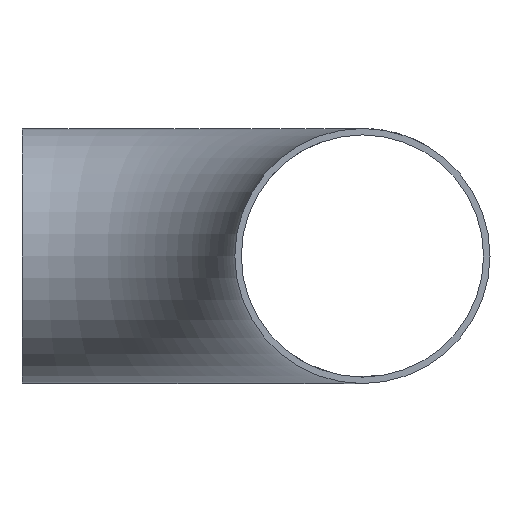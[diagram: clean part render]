
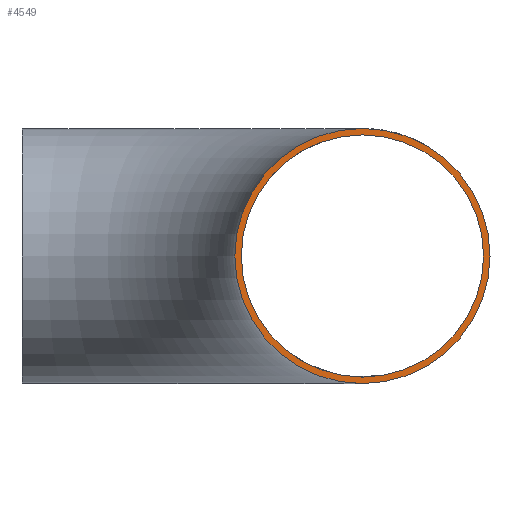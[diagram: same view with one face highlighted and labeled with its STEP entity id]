
A CAD part, left-side view. The second image highlights one B-rep face of the part: STEP entity #4549.
In plain terms, the highlighted planar face has unit normal (-1, 0, 0).
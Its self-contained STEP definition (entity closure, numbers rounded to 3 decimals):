
#29 = DIRECTION ( 'NONE',  ( 0., 0., -1. ) ) ;
#283 = ORIENTED_EDGE ( 'NONE', *, *, #11719, .T. ) ;
#586 = DIRECTION ( 'NONE',  ( 0., 0., -1. ) ) ;
#801 = AXIS2_PLACEMENT_3D ( 'NONE', #9828, #8604, #29 ) ;
#1997 = EDGE_CURVE ( 'NONE', #12940, #3347, #7364, .T. ) ;
#2196 = PLANE ( 'NONE',  #10093 ) ;
#2311 = EDGE_CURVE ( 'NONE', #3347, #12940, #12151, .T. ) ;
#3347 = VERTEX_POINT ( 'NONE', #11707 ) ;
#3362 = CARTESIAN_POINT ( 'NONE',  ( 0., 0., -54.25 ) ) ;
#3441 = DIRECTION ( 'NONE',  ( 1., 0., 0. ) ) ;
#3959 = ORIENTED_EDGE ( 'NONE', *, *, #2311, .F. ) ;
#4395 = ORIENTED_EDGE ( 'NONE', *, *, #1997, .F. ) ;
#4549 = ADVANCED_FACE ( 'NONE', ( #5090, #6575 ), #2196, .F. ) ;
#4796 = DIRECTION ( 'NONE',  ( 1., 0., 0. ) ) ;
#5090 = FACE_BOUND ( 'NONE', #11996, .T. ) ;
#5930 = EDGE_CURVE ( 'NONE', #13650, #13585, #5939, .T. ) ;
#5939 = CIRCLE ( 'NONE', #16994, 54.25 ) ;
#6575 = FACE_OUTER_BOUND ( 'NONE', #7868, .T. ) ;
#6769 = AXIS2_PLACEMENT_3D ( 'NONE', #6827, #11053, #18164 ) ;
#6827 = CARTESIAN_POINT ( 'NONE',  ( 0., 0., 0. ) ) ;
#7364 = CIRCLE ( 'NONE', #6769, 57.15 ) ;
#7640 = CARTESIAN_POINT ( 'NONE',  ( 0., 0., 0. ) ) ;
#7868 = EDGE_LOOP ( 'NONE', ( #4395, #3959 ) ) ;
#8604 = DIRECTION ( 'NONE',  ( 1., 0., 0. ) ) ;
#9146 = CIRCLE ( 'NONE', #801, 54.25 ) ;
#9828 = CARTESIAN_POINT ( 'NONE',  ( 0., 0., 0. ) ) ;
#10093 = AXIS2_PLACEMENT_3D ( 'NONE', #12289, #12200, #13527 ) ;
#11053 = DIRECTION ( 'NONE',  ( 1., 0., 0. ) ) ;
#11707 = CARTESIAN_POINT ( 'NONE',  ( 0., 0., 57.15 ) ) ;
#11713 = ORIENTED_EDGE ( 'NONE', *, *, #5930, .T. ) ;
#11719 = EDGE_CURVE ( 'NONE', #13585, #13650, #9146, .T. ) ;
#11996 = EDGE_LOOP ( 'NONE', ( #11713, #283 ) ) ;
#12142 = CARTESIAN_POINT ( 'NONE',  ( 0., 0., 54.25 ) ) ;
#12151 = CIRCLE ( 'NONE', #14556, 57.15 ) ;
#12200 = DIRECTION ( 'NONE',  ( 1., 0., 0. ) ) ;
#12289 = CARTESIAN_POINT ( 'NONE',  ( 0., 0., 0. ) ) ;
#12940 = VERTEX_POINT ( 'NONE', #17561 ) ;
#13360 = DIRECTION ( 'NONE',  ( 0., 0., -1. ) ) ;
#13527 = DIRECTION ( 'NONE',  ( 0., 0., -1. ) ) ;
#13585 = VERTEX_POINT ( 'NONE', #3362 ) ;
#13650 = VERTEX_POINT ( 'NONE', #12142 ) ;
#14556 = AXIS2_PLACEMENT_3D ( 'NONE', #7640, #3441, #13360 ) ;
#14719 = CARTESIAN_POINT ( 'NONE',  ( 0., 0., 0. ) ) ;
#16994 = AXIS2_PLACEMENT_3D ( 'NONE', #14719, #4796, #586 ) ;
#17561 = CARTESIAN_POINT ( 'NONE',  ( 0., 0., -57.15 ) ) ;
#18164 = DIRECTION ( 'NONE',  ( 0., 0., -1. ) ) ;
